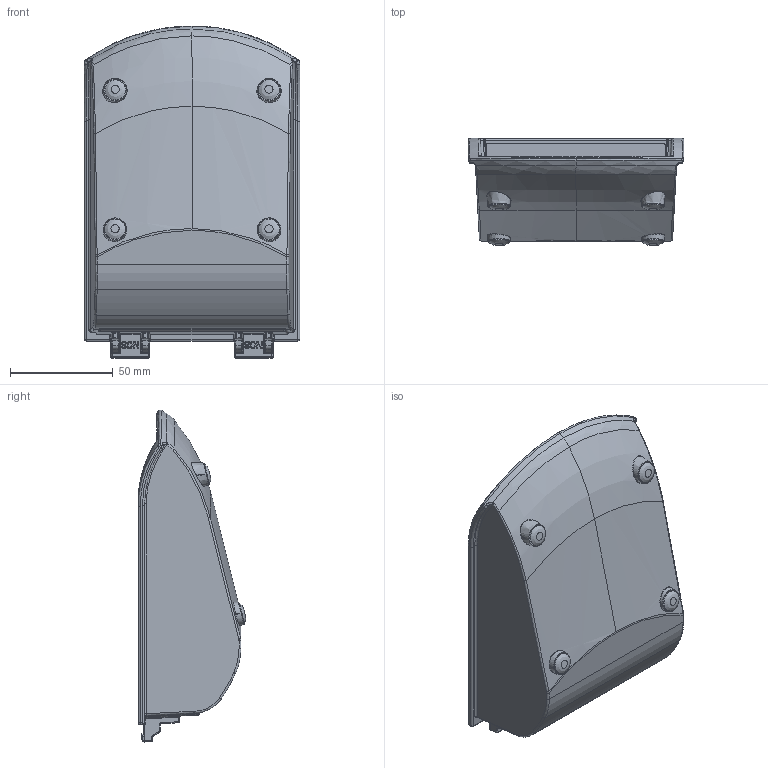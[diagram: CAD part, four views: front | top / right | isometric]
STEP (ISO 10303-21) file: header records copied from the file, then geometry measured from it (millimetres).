
FILE_DESCRIPTION(/* description */ (''),/* implementation_level */ '2;1');
FILE_NAME(/* name */ '13435_KriTec_Greifschale_8_105x153_5x50_schwarz_aehnlich_RAL_9005.stp',/* time_stamp */ '2017-07-12T14:44:28+02:00',/* author */ ('kostic'),/* organization */ (''),/* preprocessor_version */ 'ST-DEVELOPER v16.1',/* originating_system */ 'Autodesk Inventor 2016',/* authorisation */ '');
FILE_SCHEMA (('AUTOMOTIVE_DESIGN { 1 0 10303 214 3 1 1 }'));
Products named in the file (1): 13435_KriTec_Greifschale_8_105x153_5x50_schwarz_aehnlich_RAL_9005
Bounding box: 105 x 52.31 x 161.73 mm (x, y, z)
Volume: 90185 mm3; surface area: 70051.3 mm2
Topology: 7 solids, 7 shells, 1073 faces, 2647 edges, 1534 vertices
Faces by surface type: bspline 408, cylinder 363, plane 217, sphere 60, cone 23, torus 2
Full cylindrical faces by diameter (mm): 10 x4
Entity records: 51712 total; most frequent: CARTESIAN_POINT 28413, ORIENTED_EDGE 5100, DIRECTION 3951, EDGE_CURVE 2550, VERTEX_POINT 1532, AXIS2_PLACEMENT_3D 1483, EDGE_LOOP 1114, FACE_OUTER_BOUND 1073
